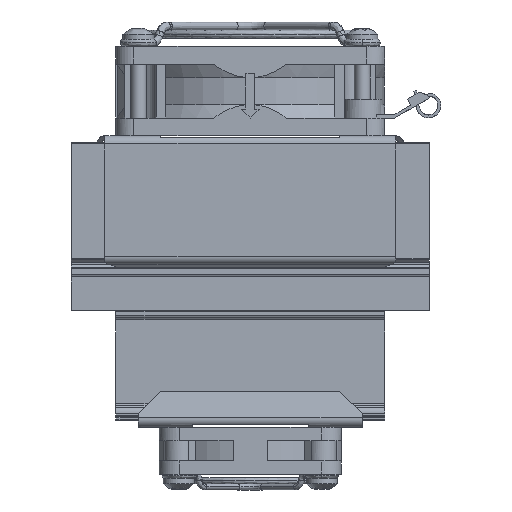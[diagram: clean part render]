
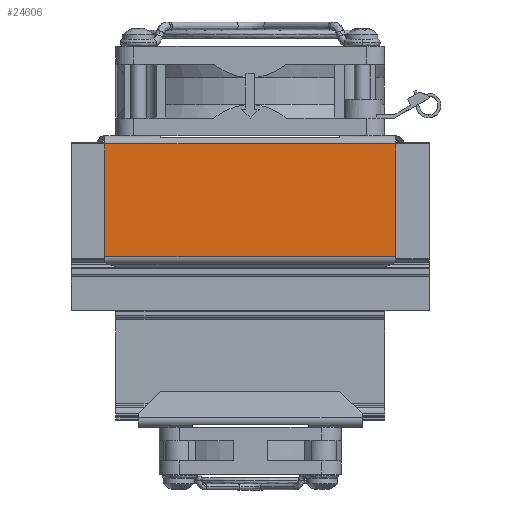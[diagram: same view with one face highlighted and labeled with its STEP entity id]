
A CAD part, left-side view. The second image highlights one B-rep face of the part: STEP entity #24606.
In plain terms, the highlighted planar face has unit normal (-1, 0, 0).
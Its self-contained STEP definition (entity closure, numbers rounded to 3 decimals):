
#1009 = FACE_OUTER_BOUND ( 'NONE', #54080, .T. ) ;
#1598 = VECTOR ( 'NONE', #7486, 1000. ) ;
#2361 = LINE ( 'NONE', #32362, #6701 ) ;
#5144 = LINE ( 'NONE', #29908, #22379 ) ;
#5194 = CARTESIAN_POINT ( 'NONE',  ( -31.1, 32.5, 30.2 ) ) ;
#5461 = CARTESIAN_POINT ( 'NONE',  ( -31.1, 32.5, 5.044 ) ) ;
#5811 = LINE ( 'NONE', #25006, #53435 ) ;
#5969 = DIRECTION ( 'NONE',  ( -1., 0., 0. ) ) ;
#6701 = VECTOR ( 'NONE', #46791, 1000. ) ;
#7486 = DIRECTION ( 'NONE',  ( 0., 0., 1. ) ) ;
#7563 = DIRECTION ( 'NONE',  ( 0., 0., -1. ) ) ;
#9463 = VERTEX_POINT ( 'NONE', #45057 ) ;
#10669 = ORIENTED_EDGE ( 'NONE', *, *, #27006, .F. ) ;
#12017 = AXIS2_PLACEMENT_3D ( 'NONE', #28927, #5969, #14831 ) ;
#14831 = DIRECTION ( 'NONE',  ( 0., 0., 1. ) ) ;
#15062 = EDGE_CURVE ( 'NONE', #28928, #43313, #2361, .T. ) ;
#15726 = EDGE_CURVE ( 'NONE', #20671, #28928, #5144, .T. ) ;
#20671 = VERTEX_POINT ( 'NONE', #5194 ) ;
#22379 = VECTOR ( 'NONE', #7563, 1000. ) ;
#24606 = ADVANCED_FACE ( 'NONE', ( #1009 ), #51776, .T. ) ;
#25006 = CARTESIAN_POINT ( 'NONE',  ( -31.1, -20., 30.2 ) ) ;
#26001 = ORIENTED_EDGE ( 'NONE', *, *, #15062, .T. ) ;
#27006 = EDGE_CURVE ( 'NONE', #20671, #9463, #5811, .T. ) ;
#28927 = CARTESIAN_POINT ( 'NONE',  ( -31.1, -32.5, 31.087 ) ) ;
#28928 = VERTEX_POINT ( 'NONE', #5461 ) ;
#29908 = CARTESIAN_POINT ( 'NONE',  ( -31.1, 32.5, 31. ) ) ;
#32090 = CARTESIAN_POINT ( 'NONE',  ( -31.1, -32.5, 5.044 ) ) ;
#32362 = CARTESIAN_POINT ( 'NONE',  ( -31.1, -32.5, 5.044 ) ) ;
#33200 = EDGE_CURVE ( 'NONE', #43313, #9463, #35468, .T. ) ;
#35468 = LINE ( 'NONE', #58302, #1598 ) ;
#36600 = ORIENTED_EDGE ( 'NONE', *, *, #33200, .T. ) ;
#38553 = DIRECTION ( 'NONE',  ( 0., -1., 0. ) ) ;
#43313 = VERTEX_POINT ( 'NONE', #32090 ) ;
#44444 = ORIENTED_EDGE ( 'NONE', *, *, #15726, .T. ) ;
#45057 = CARTESIAN_POINT ( 'NONE',  ( -31.1, -32.5, 30.2 ) ) ;
#46791 = DIRECTION ( 'NONE',  ( 0., -1., 0. ) ) ;
#51776 = PLANE ( 'NONE',  #12017 ) ;
#53435 = VECTOR ( 'NONE', #38553, 1000. ) ;
#54080 = EDGE_LOOP ( 'NONE', ( #36600, #10669, #44444, #26001 ) ) ;
#58302 = CARTESIAN_POINT ( 'NONE',  ( -31.1, -32.5, 31. ) ) ;
